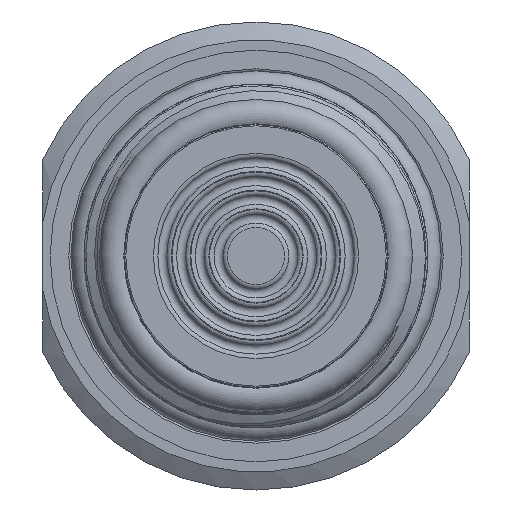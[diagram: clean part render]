
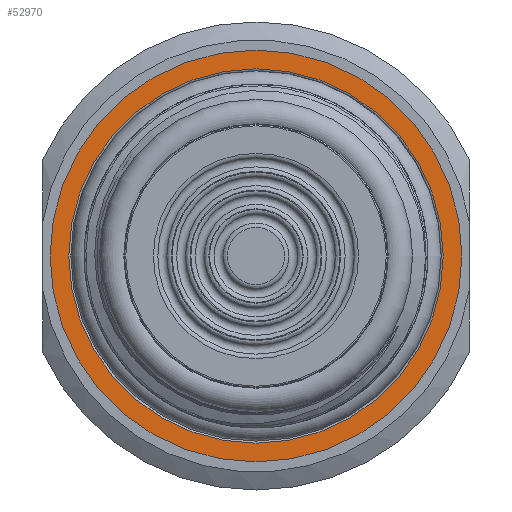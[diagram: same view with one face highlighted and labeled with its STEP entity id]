
A CAD part, left-side view. The second image highlights one B-rep face of the part: STEP entity #52970.
In plain terms, the highlighted planar face has unit normal (-1, 0, 0).
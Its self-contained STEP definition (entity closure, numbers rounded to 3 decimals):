
#1111=FACE_BOUND('',#8613,.T.);
#3052=PLANE('',#57111);
#5796=FACE_OUTER_BOUND('',#8612,.T.);
#8612=EDGE_LOOP('',(#49338));
#8613=EDGE_LOOP('',(#49339));
#9499=CIRCLE('',#57109,18.);
#9501=CIRCLE('',#57112,19.8);
#25369=VERTEX_POINT('',#116972);
#25370=VERTEX_POINT('',#116976);
#33364=EDGE_CURVE('',#25369,#25369,#9499,.T.);
#33366=EDGE_CURVE('',#25370,#25370,#9501,.T.);
#49338=ORIENTED_EDGE('',*,*,#33366,.F.);
#49339=ORIENTED_EDGE('',*,*,#33364,.T.);
#52970=ADVANCED_FACE('',(#5796,#1111),#3052,.T.);
#57109=AXIS2_PLACEMENT_3D('',#116973,#69535,#69536);
#57111=AXIS2_PLACEMENT_3D('',#116975,#69539,#69540);
#57112=AXIS2_PLACEMENT_3D('',#116977,#69541,#69542);
#69535=DIRECTION('center_axis',(1.,0.,0.));
#69536=DIRECTION('ref_axis',(0.,0.,-1.));
#69539=DIRECTION('center_axis',(-1.,0.,0.));
#69540=DIRECTION('ref_axis',(0.,0.,1.));
#69541=DIRECTION('center_axis',(1.,0.,0.));
#69542=DIRECTION('ref_axis',(0.,0.,-1.));
#116972=CARTESIAN_POINT('',(25.,0.,18.));
#116973=CARTESIAN_POINT('Origin',(25.,0.,0.));
#116975=CARTESIAN_POINT('Origin',(25.,19.8,0.));
#116976=CARTESIAN_POINT('',(25.,-19.8,0.));
#116977=CARTESIAN_POINT('Origin',(25.,0.,0.));
